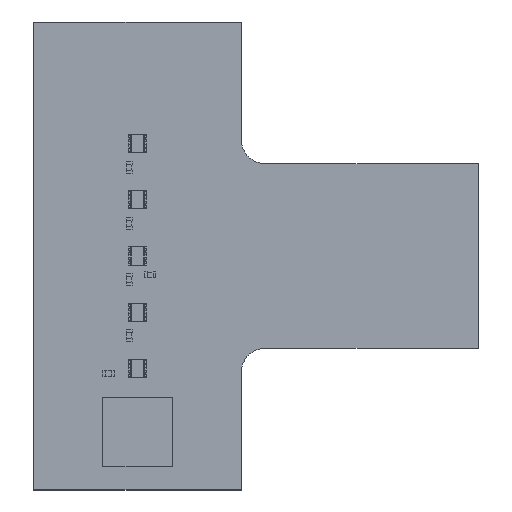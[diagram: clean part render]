
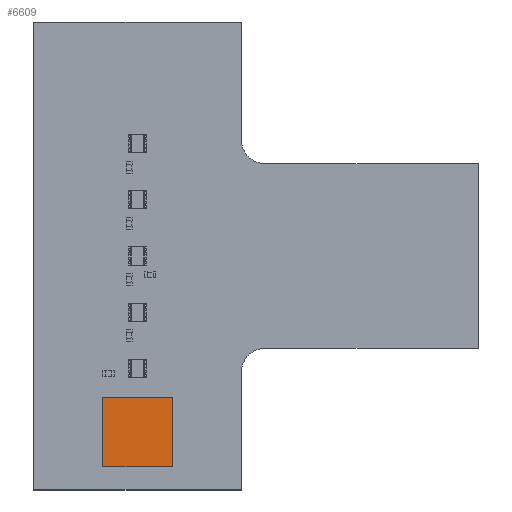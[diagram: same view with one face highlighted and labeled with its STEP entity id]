
A CAD part, top view. The second image highlights one B-rep face of the part: STEP entity #6609.
In plain terms, the highlighted face is planar.
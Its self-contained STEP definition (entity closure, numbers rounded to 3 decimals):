
#1331 = PLANE('',#1332);
#1332 = AXIS2_PLACEMENT_3D('',#1333,#1334,#1335);
#1333 = CARTESIAN_POINT('',(3.,10.485,3.));
#1334 = DIRECTION('',(-1.,0.,0.));
#1335 = DIRECTION('',(0.,0.,1.));
#1680 = PLANE('',#1681);
#1681 = AXIS2_PLACEMENT_3D('',#1682,#1683,#1684);
#1682 = CARTESIAN_POINT('',(3.,10.485,-3.));
#1683 = DIRECTION('',(0.,-0.,1.));
#1684 = DIRECTION('',(1.,0.,0.));
#2457 = PLANE('',#2458);
#2458 = AXIS2_PLACEMENT_3D('',#2459,#2460,#2461);
#2459 = CARTESIAN_POINT('',(-3.,10.485,3.));
#2460 = DIRECTION('',(1.,-0.,0.));
#2461 = DIRECTION('',(0.,0.,-1.));
#3234 = PLANE('',#3235);
#3235 = AXIS2_PLACEMENT_3D('',#3236,#3237,#3238);
#3236 = CARTESIAN_POINT('',(3.,10.485,3.));
#3237 = DIRECTION('',(0.,0.,-1.));
#3238 = DIRECTION('',(-1.,0.,0.));
#4713 = VERTEX_POINT('',#4714);
#4714 = CARTESIAN_POINT('',(-3.,1.,-3.));
#4735 = EDGE_CURVE('',#4713,#4736,#4738,.T.);
#4736 = VERTEX_POINT('',#4737);
#4737 = CARTESIAN_POINT('',(-3.,1.,3.));
#4738 = SURFACE_CURVE('',#4739,(#4743,#4750),.PCURVE_S1.);
#4739 = LINE('',#4740,#4741);
#4740 = CARTESIAN_POINT('',(-3.,1.,3.));
#4741 = VECTOR('',#4742,1.);
#4742 = DIRECTION('',(-0.,0.,1.));
#4743 = PCURVE('',#2457,#4744);
#4744 = DEFINITIONAL_REPRESENTATION('',(#4745),#4749);
#4745 = LINE('',#4746,#4747);
#4746 = CARTESIAN_POINT('',(0.,-9.485));
#4747 = VECTOR('',#4748,1.);
#4748 = DIRECTION('',(-1.,0.));
#4749 = ( GEOMETRIC_REPRESENTATION_CONTEXT(2) 
PARAMETRIC_REPRESENTATION_CONTEXT() REPRESENTATION_CONTEXT('2D SPACE',''
  ) );
#4750 = PCURVE('',#4751,#4756);
#4751 = PLANE('',#4752);
#4752 = AXIS2_PLACEMENT_3D('',#4753,#4754,#4755);
#4753 = CARTESIAN_POINT('',(0.,1.,0.));
#4754 = DIRECTION('',(0.,1.,0.));
#4755 = DIRECTION('',(0.,-0.,1.));
#4756 = DEFINITIONAL_REPRESENTATION('',(#4757),#4761);
#4757 = LINE('',#4758,#4759);
#4758 = CARTESIAN_POINT('',(3.,-3.));
#4759 = VECTOR('',#4760,1.);
#4760 = DIRECTION('',(1.,0.));
#4761 = ( GEOMETRIC_REPRESENTATION_CONTEXT(2) 
PARAMETRIC_REPRESENTATION_CONTEXT() REPRESENTATION_CONTEXT('2D SPACE',''
  ) );
#5176 = VERTEX_POINT('',#5177);
#5177 = CARTESIAN_POINT('',(3.,1.,3.));
#5198 = EDGE_CURVE('',#5176,#5199,#5201,.T.);
#5199 = VERTEX_POINT('',#5200);
#5200 = CARTESIAN_POINT('',(3.,1.,-3.));
#5201 = SURFACE_CURVE('',#5202,(#5206,#5213),.PCURVE_S1.);
#5202 = LINE('',#5203,#5204);
#5203 = CARTESIAN_POINT('',(3.,1.,3.));
#5204 = VECTOR('',#5205,1.);
#5205 = DIRECTION('',(0.,0.,-1.));
#5206 = PCURVE('',#1331,#5207);
#5207 = DEFINITIONAL_REPRESENTATION('',(#5208),#5212);
#5208 = LINE('',#5209,#5210);
#5209 = CARTESIAN_POINT('',(0.,-9.485));
#5210 = VECTOR('',#5211,1.);
#5211 = DIRECTION('',(-1.,0.));
#5212 = ( GEOMETRIC_REPRESENTATION_CONTEXT(2) 
PARAMETRIC_REPRESENTATION_CONTEXT() REPRESENTATION_CONTEXT('2D SPACE',''
  ) );
#5213 = PCURVE('',#4751,#5214);
#5214 = DEFINITIONAL_REPRESENTATION('',(#5215),#5219);
#5215 = LINE('',#5216,#5217);
#5216 = CARTESIAN_POINT('',(3.,3.));
#5217 = VECTOR('',#5218,1.);
#5218 = DIRECTION('',(-1.,0.));
#5219 = ( GEOMETRIC_REPRESENTATION_CONTEXT(2) 
PARAMETRIC_REPRESENTATION_CONTEXT() REPRESENTATION_CONTEXT('2D SPACE',''
  ) );
#5809 = EDGE_CURVE('',#4736,#5176,#5810,.T.);
#5810 = SURFACE_CURVE('',#5811,(#5815,#5822),.PCURVE_S1.);
#5811 = LINE('',#5812,#5813);
#5812 = CARTESIAN_POINT('',(3.,1.,3.));
#5813 = VECTOR('',#5814,1.);
#5814 = DIRECTION('',(1.,0.,0.));
#5815 = PCURVE('',#3234,#5816);
#5816 = DEFINITIONAL_REPRESENTATION('',(#5817),#5821);
#5817 = LINE('',#5818,#5819);
#5818 = CARTESIAN_POINT('',(0.,-9.485));
#5819 = VECTOR('',#5820,1.);
#5820 = DIRECTION('',(-1.,0.));
#5821 = ( GEOMETRIC_REPRESENTATION_CONTEXT(2) 
PARAMETRIC_REPRESENTATION_CONTEXT() REPRESENTATION_CONTEXT('2D SPACE',''
  ) );
#5822 = PCURVE('',#4751,#5823);
#5823 = DEFINITIONAL_REPRESENTATION('',(#5824),#5828);
#5824 = LINE('',#5825,#5826);
#5825 = CARTESIAN_POINT('',(3.,3.));
#5826 = VECTOR('',#5827,1.);
#5827 = DIRECTION('',(0.,1.));
#5828 = ( GEOMETRIC_REPRESENTATION_CONTEXT(2) 
PARAMETRIC_REPRESENTATION_CONTEXT() REPRESENTATION_CONTEXT('2D SPACE',''
  ) );
#6274 = EDGE_CURVE('',#5199,#4713,#6275,.T.);
#6275 = SURFACE_CURVE('',#6276,(#6280,#6287),.PCURVE_S1.);
#6276 = LINE('',#6277,#6278);
#6277 = CARTESIAN_POINT('',(3.,1.,-3.));
#6278 = VECTOR('',#6279,1.);
#6279 = DIRECTION('',(-1.,0.,0.));
#6280 = PCURVE('',#1680,#6281);
#6281 = DEFINITIONAL_REPRESENTATION('',(#6282),#6286);
#6282 = LINE('',#6283,#6284);
#6283 = CARTESIAN_POINT('',(0.,-9.485));
#6284 = VECTOR('',#6285,1.);
#6285 = DIRECTION('',(-1.,0.));
#6286 = ( GEOMETRIC_REPRESENTATION_CONTEXT(2) 
PARAMETRIC_REPRESENTATION_CONTEXT() REPRESENTATION_CONTEXT('2D SPACE',''
  ) );
#6287 = PCURVE('',#4751,#6288);
#6288 = DEFINITIONAL_REPRESENTATION('',(#6289),#6293);
#6289 = LINE('',#6290,#6291);
#6290 = CARTESIAN_POINT('',(-3.,3.));
#6291 = VECTOR('',#6292,1.);
#6292 = DIRECTION('',(0.,-1.));
#6293 = ( GEOMETRIC_REPRESENTATION_CONTEXT(2) 
PARAMETRIC_REPRESENTATION_CONTEXT() REPRESENTATION_CONTEXT('2D SPACE',''
  ) );
#6609 = ADVANCED_FACE('',(#6610),#4751,.T.);
#6610 = FACE_BOUND('',#6611,.T.);
#6611 = EDGE_LOOP('',(#6612,#6613,#6614,#6615));
#6612 = ORIENTED_EDGE('',*,*,#6274,.T.);
#6613 = ORIENTED_EDGE('',*,*,#4735,.T.);
#6614 = ORIENTED_EDGE('',*,*,#5809,.T.);
#6615 = ORIENTED_EDGE('',*,*,#5198,.T.);
